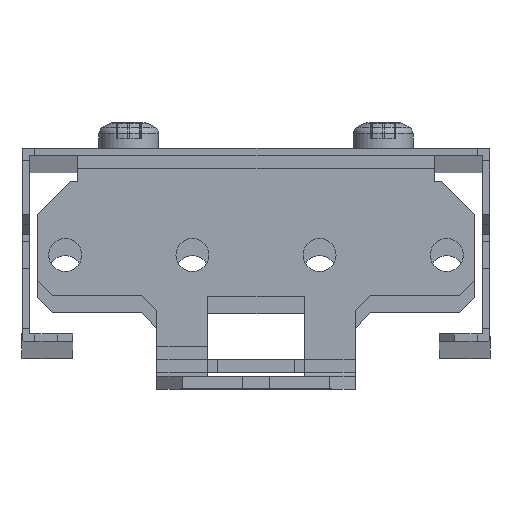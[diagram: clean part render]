
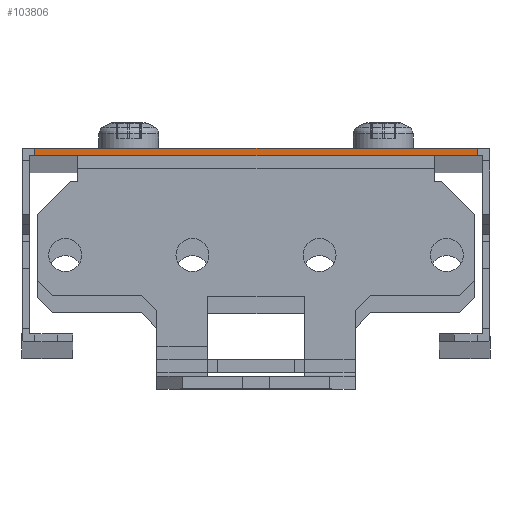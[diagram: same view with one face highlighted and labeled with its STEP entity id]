
A CAD part, top view. The second image highlights one B-rep face of the part: STEP entity #103806.
In plain terms, the highlighted planar face has unit normal (0, 0, 1).
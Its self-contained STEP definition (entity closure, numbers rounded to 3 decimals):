
#3322 = VECTOR ( 'NONE', #41725, 1000. ) ;
#4400 = CARTESIAN_POINT ( 'NONE',  ( 43.5, 19.5, 962.5 ) ) ;
#8101 = ORIENTED_EDGE ( 'NONE', *, *, #112137, .F. ) ;
#8512 = VECTOR ( 'NONE', #67964, 1000. ) ;
#9976 = LINE ( 'NONE', #104592, #27482 ) ;
#10100 = VERTEX_POINT ( 'NONE', #46771 ) ;
#11277 = EDGE_CURVE ( 'NONE', #101474, #10100, #89772, .T. ) ;
#12484 = CARTESIAN_POINT ( 'NONE',  ( -43., 19.5, 962.5 ) ) ;
#13932 = EDGE_LOOP ( 'NONE', ( #8101, #23528, #39100, #108809 ) ) ;
#22489 = LINE ( 'NONE', #59949, #8512 ) ;
#23528 = ORIENTED_EDGE ( 'NONE', *, *, #28018, .F. ) ;
#23593 = VERTEX_POINT ( 'NONE', #105044 ) ;
#27482 = VECTOR ( 'NONE', #47343, 1000. ) ;
#28018 = EDGE_CURVE ( 'NONE', #46425, #23593, #22489, .T. ) ;
#28992 = DIRECTION ( 'NONE',  ( 1., 0., 0. ) ) ;
#34084 = AXIS2_PLACEMENT_3D ( 'NONE', #71976, #91734, #52353 ) ;
#34455 = PLANE ( 'NONE',  #34084 ) ;
#39100 = ORIENTED_EDGE ( 'NONE', *, *, #72353, .T. ) ;
#41725 = DIRECTION ( 'NONE',  ( 0., 1., 0. ) ) ;
#46425 = VERTEX_POINT ( 'NONE', #49380 ) ;
#46771 = CARTESIAN_POINT ( 'NONE',  ( 43.5, 21., 962.5 ) ) ;
#47343 = DIRECTION ( 'NONE',  ( 1., 0., 0. ) ) ;
#49380 = CARTESIAN_POINT ( 'NONE',  ( -43.5, 19.5, 962.5 ) ) ;
#52353 = DIRECTION ( 'NONE',  ( 1., 0., 0. ) ) ;
#59949 = CARTESIAN_POINT ( 'NONE',  ( -43.5, 19.5, 962.5 ) ) ;
#67964 = DIRECTION ( 'NONE',  ( 0., 1., 0. ) ) ;
#71976 = CARTESIAN_POINT ( 'NONE',  ( -43., 19.5, 962.5 ) ) ;
#72353 = EDGE_CURVE ( 'NONE', #46425, #101474, #96688, .T. ) ;
#81205 = FACE_OUTER_BOUND ( 'NONE', #13932, .T. ) ;
#81334 = VECTOR ( 'NONE', #28992, 1000. ) ;
#89772 = LINE ( 'NONE', #4400, #3322 ) ;
#91734 = DIRECTION ( 'NONE',  ( 0., 0., 1. ) ) ;
#96688 = LINE ( 'NONE', #12484, #81334 ) ;
#101474 = VERTEX_POINT ( 'NONE', #104268 ) ;
#103806 = ADVANCED_FACE ( 'NONE', ( #81205 ), #34455, .T. ) ;
#104268 = CARTESIAN_POINT ( 'NONE',  ( 43.5, 19.5, 962.5 ) ) ;
#104592 = CARTESIAN_POINT ( 'NONE',  ( -43., 21., 962.5 ) ) ;
#105044 = CARTESIAN_POINT ( 'NONE',  ( -43.5, 21., 962.5 ) ) ;
#108809 = ORIENTED_EDGE ( 'NONE', *, *, #11277, .T. ) ;
#112137 = EDGE_CURVE ( 'NONE', #23593, #10100, #9976, .T. ) ;
